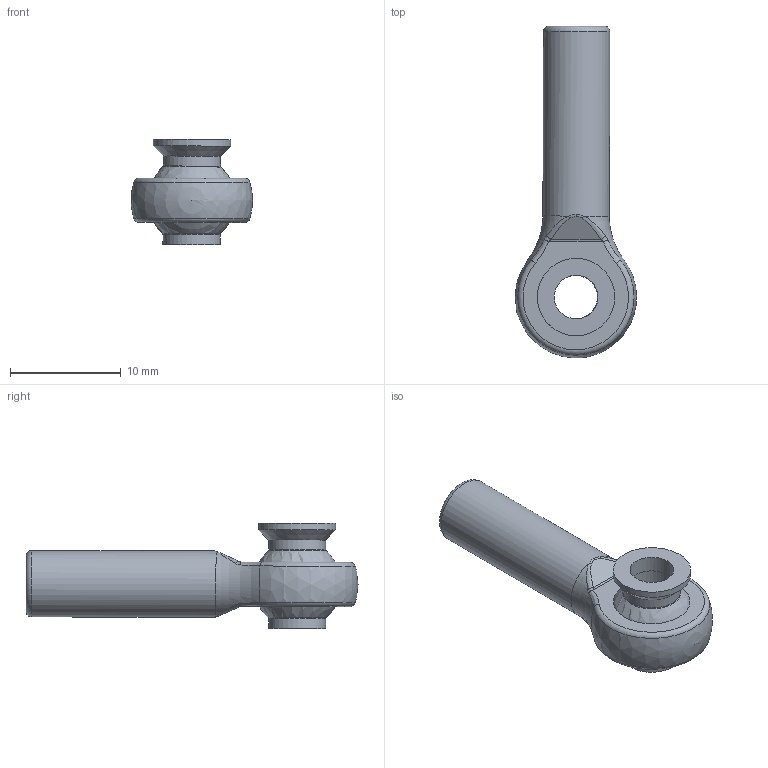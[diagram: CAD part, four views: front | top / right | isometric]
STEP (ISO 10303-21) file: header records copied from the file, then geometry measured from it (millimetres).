
FILE_DESCRIPTION( ( '' ), ' ' );
FILE_NAME( '5a2adfe35214870eedd3eddf.step', '2017-12-08T18:54:28', ( '' ), ( '' ), ' ', ' ', ' ' );
FILE_SCHEMA( ( 'AUTOMOTIVE_DESIGN { 1 0 10303 214 1 1 1 1 }' ) );
Length unit declared in the file: metre
Products named in the file (4): Assem1; 2903-0004-0245 body; 2903-0004-0245 ball; 2903-0004-0245 cup
Assembly tree (3 placements, depth 2):
  Assem1
    2903-0004-0245 body
    2903-0004-0245 ball
    2903-0004-0245 cup
Bounding box: 10.96 x 30.01 x 9.53 mm (x, y, z)
Volume: 780.3 mm3; surface area: 1361.7 mm2
Topology: 3 solids, 3 shells, 85 faces, 203 edges, 124 vertices
Faces by surface type: plane 26, cylinder 24, bspline 16, cone 9, torus 7, sphere 3
Full cylindrical faces by diameter (mm): 3.95 x2, 5.17 x2, 6 x1, 7 x1
Entity records: 3382 total; most frequent: CARTESIAN_POINT 806, DIRECTION 380, ORIENTED_EDGE 366, EDGE_CURVE 183, AXIS2_PLACEMENT_3D 156, VERTEX_POINT 122, EDGE_LOOP 104, FACE_OUTER_BOUND 92
